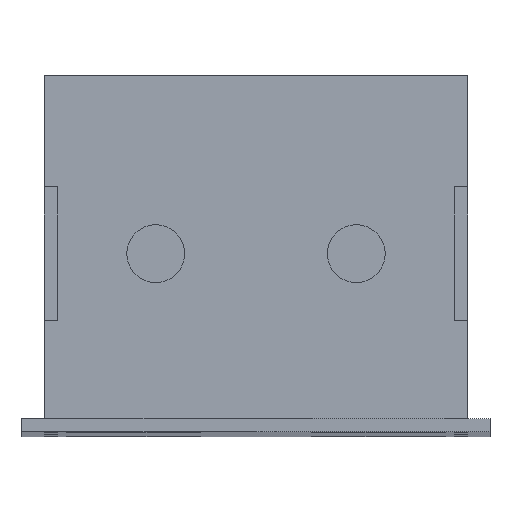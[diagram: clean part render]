
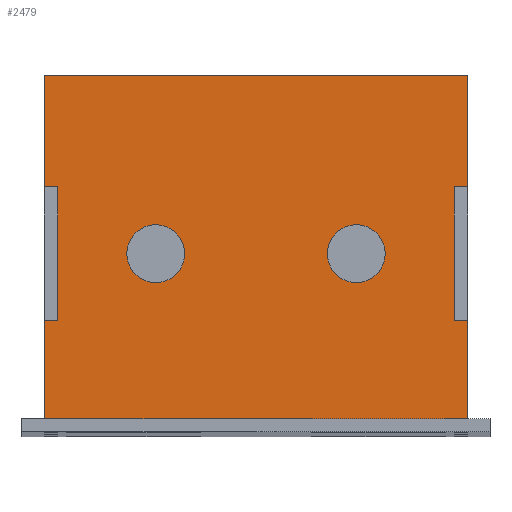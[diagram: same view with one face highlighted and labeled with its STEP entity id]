
A CAD part, top view. The second image highlights one B-rep face of the part: STEP entity #2479.
In plain terms, the highlighted planar face has unit normal (0, 0, 1).
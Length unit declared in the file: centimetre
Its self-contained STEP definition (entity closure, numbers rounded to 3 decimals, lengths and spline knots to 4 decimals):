
#67=CIRCLE('',#2600,0.65);
#69=CIRCLE('',#2603,0.65);
#150=FACE_BOUND('',#422,.T.);
#151=FACE_BOUND('',#423,.T.);
#268=FACE_OUTER_BOUND('',#421,.T.);
#421=EDGE_LOOP('',(#2136,#2137,#2138,#2139,#2140,#2141,#2142,#2143,#2144,
#2145,#2146,#2147,#2148,#2149,#2150,#2151,#2152,#2153,#2154,#2155));
#422=EDGE_LOOP('',(#2156));
#423=EDGE_LOOP('',(#2157));
#684=LINE('',#3777,#984);
#688=LINE('',#3786,#988);
#692=LINE('',#3795,#992);
#695=LINE('',#3801,#995);
#699=LINE('',#3808,#999);
#702=LINE('',#3814,#1002);
#704=LINE('',#3819,#1004);
#706=LINE('',#3823,#1006);
#721=LINE('',#3850,#1021);
#722=LINE('',#3852,#1022);
#724=LINE('',#3856,#1024);
#725=LINE('',#3859,#1025);
#727=LINE('',#3863,#1027);
#729=LINE('',#3867,#1029);
#731=LINE('',#3871,#1031);
#733=LINE('',#3875,#1033);
#735=LINE('',#3879,#1035);
#737=LINE('',#3883,#1037);
#739=LINE('',#3887,#1039);
#741=LINE('',#3890,#1041);
#984=VECTOR('',#3068,1.);
#988=VECTOR('',#3074,1.);
#992=VECTOR('',#3080,1.);
#995=VECTOR('',#3085,1.);
#999=VECTOR('',#3091,1.);
#1002=VECTOR('',#3096,1.);
#1004=VECTOR('',#3100,1.);
#1006=VECTOR('',#3104,1.);
#1021=VECTOR('',#3123,1.);
#1022=VECTOR('',#3126,1.);
#1024=VECTOR('',#3130,1.);
#1025=VECTOR('',#3133,1.);
#1027=VECTOR('',#3137,1.);
#1029=VECTOR('',#3141,1.);
#1031=VECTOR('',#3145,1.);
#1033=VECTOR('',#3149,1.);
#1035=VECTOR('',#3153,1.);
#1037=VECTOR('',#3157,1.);
#1039=VECTOR('',#3161,1.);
#1041=VECTOR('',#3165,1.);
#1215=VERTEX_POINT('',#3763);
#1217=VERTEX_POINT('',#3768);
#1220=VERTEX_POINT('',#3774);
#1221=VERTEX_POINT('',#3776);
#1224=VERTEX_POINT('',#3783);
#1225=VERTEX_POINT('',#3785);
#1228=VERTEX_POINT('',#3792);
#1229=VERTEX_POINT('',#3794);
#1230=VERTEX_POINT('',#3798);
#1233=VERTEX_POINT('',#3805);
#1235=VERTEX_POINT('',#3811);
#1236=VERTEX_POINT('',#3816);
#1238=VERTEX_POINT('',#3822);
#1249=VERTEX_POINT('',#3854);
#1250=VERTEX_POINT('',#3858);
#1251=VERTEX_POINT('',#3862);
#1252=VERTEX_POINT('',#3866);
#1253=VERTEX_POINT('',#3870);
#1254=VERTEX_POINT('',#3874);
#1255=VERTEX_POINT('',#3878);
#1256=VERTEX_POINT('',#3882);
#1257=VERTEX_POINT('',#3886);
#1505=EDGE_CURVE('',#1215,#1215,#67,.T.);
#1507=EDGE_CURVE('',#1217,#1217,#69,.T.);
#1510=EDGE_CURVE('',#1221,#1220,#684,.T.);
#1514=EDGE_CURVE('',#1225,#1224,#688,.T.);
#1518=EDGE_CURVE('',#1229,#1228,#692,.T.);
#1521=EDGE_CURVE('',#1224,#1230,#695,.T.);
#1525=EDGE_CURVE('',#1233,#1229,#699,.T.);
#1528=EDGE_CURVE('',#1235,#1225,#702,.T.);
#1530=EDGE_CURVE('',#1220,#1236,#704,.T.);
#1532=EDGE_CURVE('',#1238,#1221,#706,.T.);
#1547=EDGE_CURVE('',#1236,#1235,#721,.F.);
#1548=EDGE_CURVE('',#1230,#1233,#722,.F.);
#1550=EDGE_CURVE('',#1228,#1249,#724,.T.);
#1551=EDGE_CURVE('',#1249,#1250,#725,.T.);
#1553=EDGE_CURVE('',#1250,#1251,#727,.T.);
#1555=EDGE_CURVE('',#1251,#1252,#729,.T.);
#1557=EDGE_CURVE('',#1252,#1253,#731,.T.);
#1559=EDGE_CURVE('',#1253,#1254,#733,.T.);
#1561=EDGE_CURVE('',#1254,#1255,#735,.T.);
#1563=EDGE_CURVE('',#1256,#1255,#737,.T.);
#1565=EDGE_CURVE('',#1257,#1256,#739,.T.);
#1567=EDGE_CURVE('',#1238,#1257,#741,.T.);
#2136=ORIENTED_EDGE('',*,*,#1518,.T.);
#2137=ORIENTED_EDGE('',*,*,#1550,.T.);
#2138=ORIENTED_EDGE('',*,*,#1551,.T.);
#2139=ORIENTED_EDGE('',*,*,#1553,.T.);
#2140=ORIENTED_EDGE('',*,*,#1555,.T.);
#2141=ORIENTED_EDGE('',*,*,#1557,.T.);
#2142=ORIENTED_EDGE('',*,*,#1559,.T.);
#2143=ORIENTED_EDGE('',*,*,#1561,.T.);
#2144=ORIENTED_EDGE('',*,*,#1563,.F.);
#2145=ORIENTED_EDGE('',*,*,#1565,.F.);
#2146=ORIENTED_EDGE('',*,*,#1567,.F.);
#2147=ORIENTED_EDGE('',*,*,#1532,.T.);
#2148=ORIENTED_EDGE('',*,*,#1510,.T.);
#2149=ORIENTED_EDGE('',*,*,#1530,.T.);
#2150=ORIENTED_EDGE('',*,*,#1547,.T.);
#2151=ORIENTED_EDGE('',*,*,#1528,.T.);
#2152=ORIENTED_EDGE('',*,*,#1514,.T.);
#2153=ORIENTED_EDGE('',*,*,#1521,.T.);
#2154=ORIENTED_EDGE('',*,*,#1548,.T.);
#2155=ORIENTED_EDGE('',*,*,#1525,.T.);
#2156=ORIENTED_EDGE('',*,*,#1505,.T.);
#2157=ORIENTED_EDGE('',*,*,#1507,.T.);
#2359=PLANE('',#2625);
#2479=ADVANCED_FACE('',(#268,#150,#151),#2359,.T.);
#2600=AXIS2_PLACEMENT_3D('',#3764,#3056,#3057);
#2603=AXIS2_PLACEMENT_3D('',#3769,#3062,#3063);
#2625=AXIS2_PLACEMENT_3D('',#3891,#3166,#3167);
#3056=DIRECTION('center_axis',(0.,0.,-1.));
#3057=DIRECTION('ref_axis',(-1.,0.,0.));
#3062=DIRECTION('center_axis',(0.,0.,-1.));
#3063=DIRECTION('ref_axis',(-1.,0.,0.));
#3068=DIRECTION('',(1.,0.,0.));
#3074=DIRECTION('',(1.,0.,0.));
#3080=DIRECTION('',(1.,0.,0.));
#3085=DIRECTION('',(0.,-1.,0.));
#3091=DIRECTION('',(0.,1.,0.));
#3096=DIRECTION('',(0.,1.,0.));
#3100=DIRECTION('',(0.,-1.,0.));
#3104=DIRECTION('',(0.,-1.,0.));
#3123=DIRECTION('',(-1.,0.,0.));
#3126=DIRECTION('',(-1.,0.,0.));
#3130=DIRECTION('',(0.,1.,0.));
#3133=DIRECTION('',(-1.,0.,0.));
#3137=DIRECTION('',(0.,1.,0.));
#3141=DIRECTION('',(1.,0.,0.));
#3145=DIRECTION('',(0.,1.,0.));
#3149=DIRECTION('',(-1.,0.,0.));
#3153=DIRECTION('',(0.,-1.,0.));
#3157=DIRECTION('',(-1.,0.,0.));
#3161=DIRECTION('',(0.,1.,0.));
#3165=DIRECTION('',(1.,0.,0.));
#3166=DIRECTION('center_axis',(0.,0.,1.));
#3167=DIRECTION('ref_axis',(1.,0.,0.));
#3763=CARTESIAN_POINT('',(8.15,4.,0.8));
#3764=CARTESIAN_POINT('Origin',(7.5,4.,0.8));
#3768=CARTESIAN_POINT('',(3.65,4.,0.8));
#3769=CARTESIAN_POINT('Origin',(3.,4.,0.8));
#3774=CARTESIAN_POINT('',(1.,0.3,0.8));
#3776=CARTESIAN_POINT('',(0.5,0.3,0.8));
#3777=CARTESIAN_POINT('',(5.25,0.3,0.8));
#3783=CARTESIAN_POINT('',(6.5,0.3,0.8));
#3785=CARTESIAN_POINT('',(4.,0.3,0.8));
#3786=CARTESIAN_POINT('',(5.25,0.3,0.8));
#3792=CARTESIAN_POINT('',(10.,0.3,0.8));
#3794=CARTESIAN_POINT('',(9.5,0.3,0.8));
#3795=CARTESIAN_POINT('',(5.25,0.3,0.8));
#3798=CARTESIAN_POINT('',(6.5,0.,0.8));
#3801=CARTESIAN_POINT('',(6.5,2.,0.8));
#3805=CARTESIAN_POINT('',(9.5,0.,0.8));
#3808=CARTESIAN_POINT('',(9.5,2.,0.8));
#3811=CARTESIAN_POINT('',(4.,0.,0.8));
#3814=CARTESIAN_POINT('',(4.,2.,0.8));
#3816=CARTESIAN_POINT('',(1.,0.,0.8));
#3819=CARTESIAN_POINT('',(1.,2.,0.8));
#3822=CARTESIAN_POINT('',(0.5,2.5,0.8));
#3823=CARTESIAN_POINT('',(0.5,8.,0.8));
#3850=CARTESIAN_POINT('',(4.625,0.,0.8));
#3852=CARTESIAN_POINT('',(4.625,0.,0.8));
#3854=CARTESIAN_POINT('',(10.,2.5,0.8));
#3856=CARTESIAN_POINT('',(10.,0.,0.8));
#3858=CARTESIAN_POINT('',(9.7,2.5,0.8));
#3859=CARTESIAN_POINT('',(10.,2.5,0.8));
#3862=CARTESIAN_POINT('',(9.7,5.5,0.8));
#3863=CARTESIAN_POINT('',(9.7,2.5,0.8));
#3866=CARTESIAN_POINT('',(10.,5.5,0.8));
#3867=CARTESIAN_POINT('',(9.7,5.5,0.8));
#3870=CARTESIAN_POINT('',(10.,8.,0.8));
#3871=CARTESIAN_POINT('',(10.,0.,0.8));
#3874=CARTESIAN_POINT('',(0.5,8.,0.8));
#3875=CARTESIAN_POINT('',(10.,8.,0.8));
#3878=CARTESIAN_POINT('',(0.5,5.5,0.8));
#3879=CARTESIAN_POINT('',(0.5,8.,0.8));
#3882=CARTESIAN_POINT('',(0.8,5.5,0.8));
#3883=CARTESIAN_POINT('',(0.8,5.5,0.8));
#3886=CARTESIAN_POINT('',(0.8,2.5,0.8));
#3887=CARTESIAN_POINT('',(0.8,2.5,0.8));
#3890=CARTESIAN_POINT('',(0.5,2.5,0.8));
#3891=CARTESIAN_POINT('Origin',(5.25,4.,0.8));
